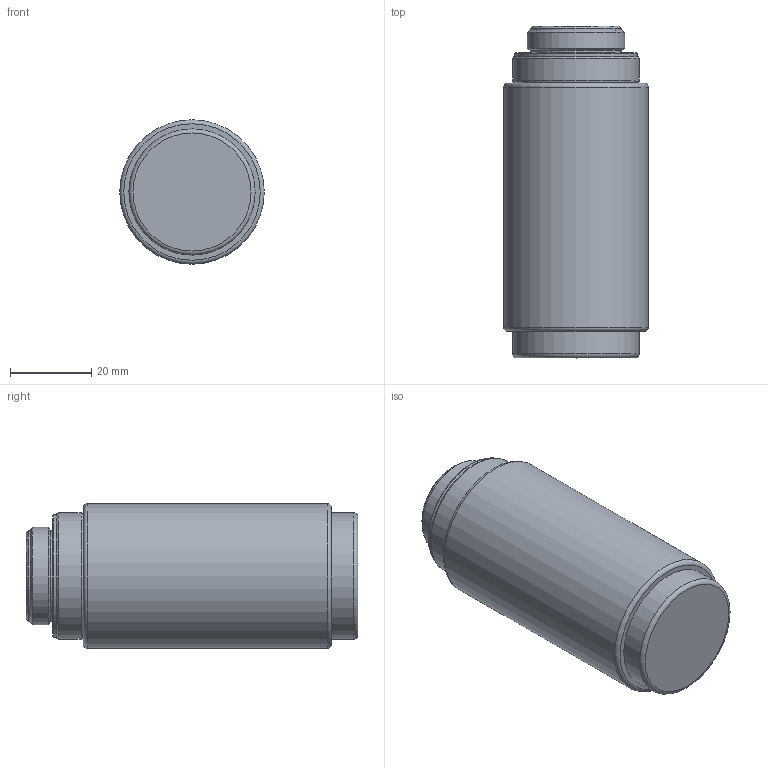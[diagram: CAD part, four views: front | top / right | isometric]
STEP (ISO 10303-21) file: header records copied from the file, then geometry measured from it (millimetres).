
FILE_DESCRIPTION(/* description */ ('STEP AP214'),/* implementation_level */ '2;1');
FILE_NAME(/* name */ '532909_MS6-LFM-A',/* time_stamp */ '2024-09-10T15:28:29+02:00',/* author */ ('License CC BY-ND 4.0'),/* organization */ ('CADENAS'),/* preprocessor_version */ 'ST-DEVELOPER v19.3',/* originating_system */ 'PARTsolutions',/* authorisation */ ' ');
FILE_SCHEMA (('AUTOMOTIVE_DESIGN {1 0 10303 214 3 1 1}'));
Length unit declared in the file: millimetre
Products named in the file (1): 532909 MS6-LFM-A
Bounding box: 35.5 x 81.5 x 35.5 mm (x, y, z)
Volume: 70663 mm3; surface area: 11343.5 mm2
Topology: 1 solids, 1 shells, 27 faces, 46 edges, 26 vertices
Faces by surface type: cylinder 9, plane 7, torus 7, cone 4
Full cylindrical faces by diameter (mm): 14 x1, 22.16 x2, 24 x2, 30 x1, 31 x2, 35.5 x1
Entity records: 748 total; most frequent: DIRECTION 108, CARTESIAN_POINT 80, AXIS2_PLACEMENT_3D 54, ORIENTED_EDGE 52, EDGE_LOOP 52, FACE_BOUND 52, STYLED_ITEM 27, PRESENTATION_STYLE_ASSIGNMENT 27
